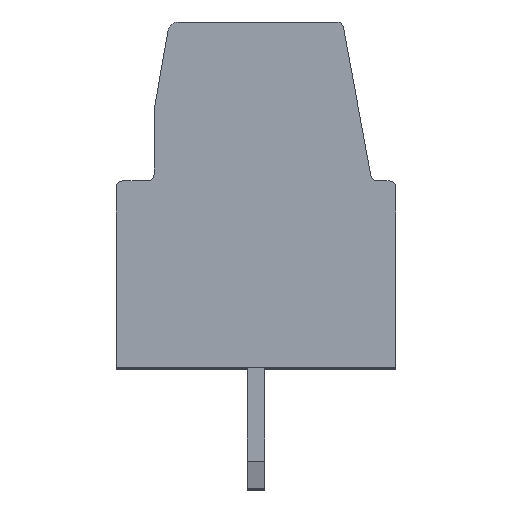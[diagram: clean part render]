
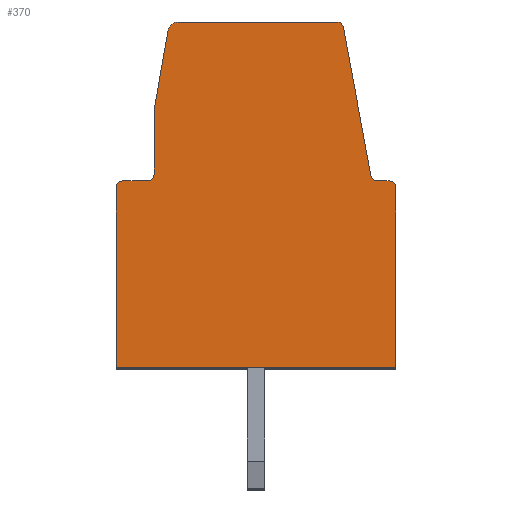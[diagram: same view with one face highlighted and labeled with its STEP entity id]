
A CAD part, top view. The second image highlights one B-rep face of the part: STEP entity #370.
In plain terms, the highlighted planar face has unit normal (0, 0, 1).
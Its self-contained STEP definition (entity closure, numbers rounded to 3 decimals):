
#370 = ADVANCED_FACE( '', ( #829 ), #830, .F. );
#829 = FACE_OUTER_BOUND( '', #1403, .T. );
#830 = PLANE( '', #1404 );
#1403 = EDGE_LOOP( '', ( #2257, #2258, #2259, #2260, #2261, #2262, #2263, #2264, #2265, #2266, #2267, #2268, #2269, #2270, #2271 ) );
#1404 = AXIS2_PLACEMENT_3D( '', #2272, #2273, #2274 );
#2257 = ORIENTED_EDGE( '', *, *, #3678, .T. );
#2258 = ORIENTED_EDGE( '', *, *, #3856, .T. );
#2259 = ORIENTED_EDGE( '', *, *, #3649, .F. );
#2260 = ORIENTED_EDGE( '', *, *, #3857, .T. );
#2261 = ORIENTED_EDGE( '', *, *, #3858, .T. );
#2262 = ORIENTED_EDGE( '', *, *, #3859, .T. );
#2263 = ORIENTED_EDGE( '', *, *, #3860, .T. );
#2264 = ORIENTED_EDGE( '', *, *, #3861, .T. );
#2265 = ORIENTED_EDGE( '', *, *, #3862, .F. );
#2266 = ORIENTED_EDGE( '', *, *, #3863, .T. );
#2267 = ORIENTED_EDGE( '', *, *, #3864, .F. );
#2268 = ORIENTED_EDGE( '', *, *, #3705, .T. );
#2269 = ORIENTED_EDGE( '', *, *, #3865, .T. );
#2270 = ORIENTED_EDGE( '', *, *, #3866, .T. );
#2271 = ORIENTED_EDGE( '', *, *, #3867, .F. );
#2272 = CARTESIAN_POINT( '', ( 0.81, -4.4, 0. ) );
#2273 = DIRECTION( '', ( 0., 0., -1. ) );
#2274 = DIRECTION( '', ( 0., 1., 0. ) );
#3649 = EDGE_CURVE( '', #4394, #4396, #4397, .T. );
#3678 = EDGE_CURVE( '', #4446, #4444, #4447, .T. );
#3705 = EDGE_CURVE( '', #4493, #4491, #4494, .T. );
#3856 = EDGE_CURVE( '', #4444, #4396, #4749, .T. );
#3857 = EDGE_CURVE( '', #4394, #4750, #4751, .T. );
#3858 = EDGE_CURVE( '', #4750, #4752, #4753, .T. );
#3859 = EDGE_CURVE( '', #4752, #4754, #4755, .T. );
#3860 = EDGE_CURVE( '', #4754, #4756, #4757, .T. );
#3861 = EDGE_CURVE( '', #4756, #4758, #4759, .T. );
#3862 = EDGE_CURVE( '', #4760, #4758, #4761, .T. );
#3863 = EDGE_CURVE( '', #4760, #4762, #4763, .T. );
#3864 = EDGE_CURVE( '', #4493, #4762, #4764, .T. );
#3865 = EDGE_CURVE( '', #4491, #4765, #4766, .T. );
#3866 = EDGE_CURVE( '', #4765, #4767, #4768, .T. );
#3867 = EDGE_CURVE( '', #4446, #4767, #4769, .T. );
#4394 = VERTEX_POINT( '', #5475 );
#4396 = VERTEX_POINT( '', #5478 );
#4397 = CIRCLE( '', #5479, 0.2 );
#4444 = VERTEX_POINT( '', #5543 );
#4446 = VERTEX_POINT( '', #5546 );
#4447 = LINE( '', #5547, #5548 );
#4491 = VERTEX_POINT( '', #5609 );
#4493 = VERTEX_POINT( '', #5612 );
#4494 = LINE( '', #5613, #5614 );
#4749 = LINE( '', #5979, #5980 );
#4750 = VERTEX_POINT( '', #5981 );
#4751 = LINE( '', #5982, #5983 );
#4752 = VERTEX_POINT( '', #5984 );
#4753 = CIRCLE( '', #5985, 0.2 );
#4754 = VERTEX_POINT( '', #5986 );
#4755 = LINE( '', #5987, #5988 );
#4756 = VERTEX_POINT( '', #5989 );
#4757 = LINE( '', #5990, #5991 );
#4758 = VERTEX_POINT( '', #5992 );
#4759 = LINE( '', #5993, #5994 );
#4760 = VERTEX_POINT( '', #5995 );
#4761 = CIRCLE( '', #5996, 0.2 );
#4762 = VERTEX_POINT( '', #5997 );
#4763 = LINE( '', #5998, #5999 );
#4764 = CIRCLE( '', #6000, 0.2 );
#4765 = VERTEX_POINT( '', #6001 );
#4766 = CIRCLE( '', #6002, 0.2 );
#4767 = VERTEX_POINT( '', #6003 );
#4768 = LINE( '', #6004, #6005 );
#4769 = CIRCLE( '', #6006, 0.3 );
#5475 = CARTESIAN_POINT( '', ( -7.2, 5.4, 0. ) );
#5478 = CARTESIAN_POINT( '', ( -7., 5.6, 0. ) );
#5479 = AXIS2_PLACEMENT_3D( '', #6873, #6874, #6875 );
#5543 = CARTESIAN_POINT( '', ( -7., 7.448, 0. ) );
#5546 = CARTESIAN_POINT( '', ( -6.594, 9.752, 0. ) );
#5547 = CARTESIAN_POINT( '', ( -11.564, -18.438, 0. ) );
#5548 = VECTOR( '', #6906, 1000. );
#5609 = CARTESIAN_POINT( '', ( -1.52, 9.836, 0. ) );
#5612 = CARTESIAN_POINT( '', ( -0.728, 5.564, 0. ) );
#5613 = CARTESIAN_POINT( '', ( 3.721, -18.438, 0. ) );
#5614 = VECTOR( '', #6931, 1000. );
#5979 = CARTESIAN_POINT( '', ( -7., -18.438, 0. ) );
#5980 = VECTOR( '', #7087, 1000. );
#5981 = CARTESIAN_POINT( '', ( -7.9, 5.4, 0. ) );
#5982 = CARTESIAN_POINT( '', ( -16.414, 5.4, 0. ) );
#5983 = VECTOR( '', #7088, 1000. );
#5984 = CARTESIAN_POINT( '', ( -8.1, 5.2, 0. ) );
#5985 = AXIS2_PLACEMENT_3D( '', #7089, #7090, #7091 );
#5986 = CARTESIAN_POINT( '', ( -8.1, 0., 0. ) );
#5987 = CARTESIAN_POINT( '', ( -8.1, -18.438, 0. ) );
#5988 = VECTOR( '', #7092, 1000. );
#5989 = CARTESIAN_POINT( '', ( 0., 0., 0. ) );
#5990 = CARTESIAN_POINT( '', ( -16.414, 0., 0. ) );
#5991 = VECTOR( '', #7093, 1000. );
#5992 = CARTESIAN_POINT( '', ( 0., 5.2, 0. ) );
#5993 = CARTESIAN_POINT( '', ( 0., -18.438, 0. ) );
#5994 = VECTOR( '', #7094, 1000. );
#5995 = CARTESIAN_POINT( '', ( -0.2, 5.4, 0. ) );
#5996 = AXIS2_PLACEMENT_3D( '', #7095, #7096, #7097 );
#5997 = CARTESIAN_POINT( '', ( -0.531, 5.4, 0. ) );
#5998 = CARTESIAN_POINT( '', ( -16.414, 5.4, 0. ) );
#5999 = VECTOR( '', #7098, 1000. );
#6000 = AXIS2_PLACEMENT_3D( '', #7099, #7100, #7101 );
#6001 = CARTESIAN_POINT( '', ( -1.716, 10., 0. ) );
#6002 = AXIS2_PLACEMENT_3D( '', #7102, #7103, #7104 );
#6003 = CARTESIAN_POINT( '', ( -6.298, 10., 0. ) );
#6004 = CARTESIAN_POINT( '', ( -16.414, 10., 0. ) );
#6005 = VECTOR( '', #7105, 1000. );
#6006 = AXIS2_PLACEMENT_3D( '', #7106, #7107, #7108 );
#6873 = CARTESIAN_POINT( '', ( -7.2, 5.6, 0. ) );
#6874 = DIRECTION( '', ( 0., 0., 1. ) );
#6875 = DIRECTION( '', ( 1., 0., 0. ) );
#6906 = DIRECTION( '', ( -0.174, -0.985, 0. ) );
#6931 = DIRECTION( '', ( -0.182, 0.983, 0. ) );
#7087 = DIRECTION( '', ( 0., -1., 0. ) );
#7088 = DIRECTION( '', ( -1., 0., 0. ) );
#7089 = CARTESIAN_POINT( '', ( -7.9, 5.2, 0. ) );
#7090 = DIRECTION( '', ( 0., 0., 1. ) );
#7091 = DIRECTION( '', ( 1., 0., 0. ) );
#7092 = DIRECTION( '', ( 0., -1., 0. ) );
#7093 = DIRECTION( '', ( 1., 0., 0. ) );
#7094 = DIRECTION( '', ( 0., 1., 0. ) );
#7095 = CARTESIAN_POINT( '', ( -0.2, 5.2, 0. ) );
#7096 = DIRECTION( '', ( 0., 0., -1. ) );
#7097 = DIRECTION( '', ( -1., 0., 0. ) );
#7098 = DIRECTION( '', ( -1., 0., 0. ) );
#7099 = CARTESIAN_POINT( '', ( -0.531, 5.6, 0. ) );
#7100 = DIRECTION( '', ( 0., 0., 1. ) );
#7101 = DIRECTION( '', ( 1., 0., 0. ) );
#7102 = CARTESIAN_POINT( '', ( -1.716, 9.8, 0. ) );
#7103 = DIRECTION( '', ( 0., 0., 1. ) );
#7104 = DIRECTION( '', ( 1., 0., 0. ) );
#7105 = DIRECTION( '', ( -1., 0., 0. ) );
#7106 = CARTESIAN_POINT( '', ( -6.298, 9.7, 0. ) );
#7107 = DIRECTION( '', ( 0., 0., -1. ) );
#7108 = DIRECTION( '', ( -1., 0., 0. ) );
